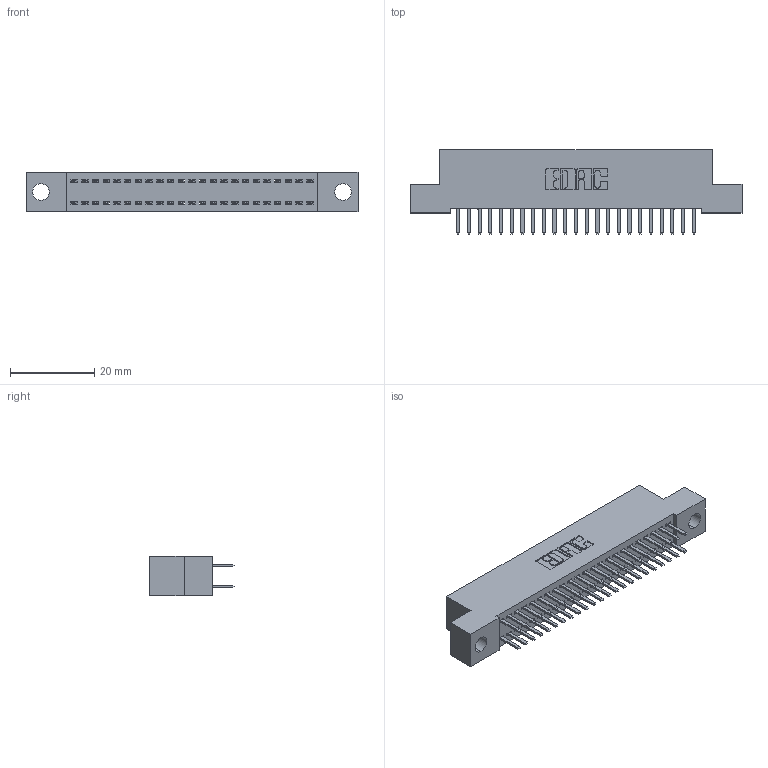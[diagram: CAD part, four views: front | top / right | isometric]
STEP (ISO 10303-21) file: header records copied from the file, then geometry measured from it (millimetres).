
FILE_DESCRIPTION (( 'STEP AP203' ), '1' );
FILE_NAME ('392-046-520-204.STEP', '2019-10-07T23:19:21', ( '' ), ( '' ), 'SwSTEP 2.0', 'SolidWorks 2016', '' );
FILE_SCHEMA (( 'CONFIG_CONTROL_DESIGN' ));
Length unit declared in the file: inch
Products named in the file (3): 342 Part_.156 TH; 345-292-001_345-293-120; 392-046-520-204
Assembly tree (47 placements, depth 2):
  392-046-520-204
    342 Part_.156 TH
    345-292-001_345-293-120  x46
Bounding box: 78.74 x 20.02 x 9.4 mm (x, y, z)
Volume: 6877.6 mm3; surface area: 10503.3 mm2
Topology: 47 solids, 47 shells, 2686 faces, 7797 edges, 5074 vertices
Faces by surface type: plane 1814, cylinder 872
Entity records: 17239 total; most frequent: CARTESIAN_POINT 2890, ORIENTED_EDGE 2814, DIRECTION 2491, EDGE_CURVE 1407, VECTOR 1275, LINE 1275, VERTEX_POINT 934, AXIS2_PLACEMENT_3D 608
